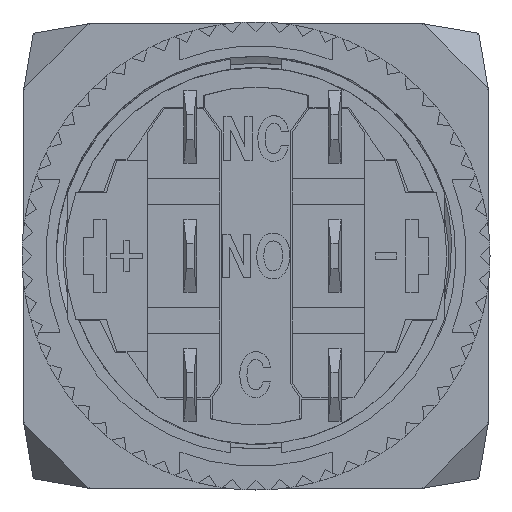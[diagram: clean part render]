
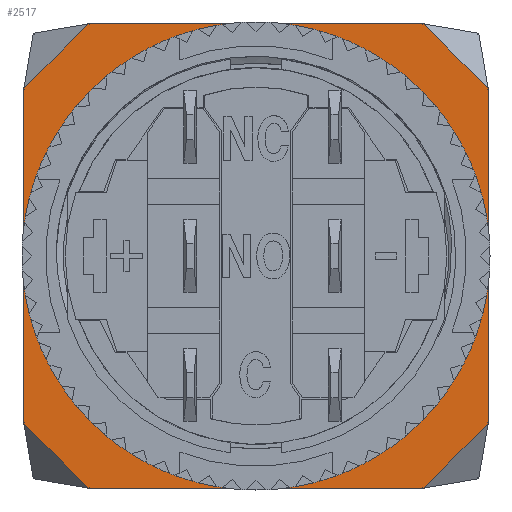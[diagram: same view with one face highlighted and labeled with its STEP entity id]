
A CAD part, front view. The second image highlights one B-rep face of the part: STEP entity #2517.
In plain terms, the highlighted planar face has unit normal (0, -1, 0).
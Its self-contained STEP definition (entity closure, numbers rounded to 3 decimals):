
#2517 = ADVANCED_FACE( '', ( #5394, #5395 ), #5396, .T. );
#5394 = FACE_BOUND( '', #9864, .T. );
#5395 = FACE_OUTER_BOUND( '', #9865, .T. );
#5396 = PLANE( '', #9866 );
#9864 = EDGE_LOOP( '', ( #18765 ) );
#9865 = EDGE_LOOP( '', ( #18766, #18767, #18768, #18769, #18770, #18771, #18772, #18773 ) );
#9866 = AXIS2_PLACEMENT_3D( '', #18774, #18775, #18776 );
#18765 = ORIENTED_EDGE( '', *, *, #24008, .T. );
#18766 = ORIENTED_EDGE( '', *, *, #23738, .F. );
#18767 = ORIENTED_EDGE( '', *, *, #25036, .F. );
#18768 = ORIENTED_EDGE( '', *, *, #25446, .F. );
#18769 = ORIENTED_EDGE( '', *, *, #22592, .F. );
#18770 = ORIENTED_EDGE( '', *, *, #25134, .F. );
#18771 = ORIENTED_EDGE( '', *, *, #25447, .F. );
#18772 = ORIENTED_EDGE( '', *, *, #25025, .F. );
#18773 = ORIENTED_EDGE( '', *, *, #24019, .F. );
#18774 = CARTESIAN_POINT( '', ( 0., 20.3, 0. ) );
#18775 = DIRECTION( '', ( 0., -1., 0. ) );
#18776 = DIRECTION( '', ( -1., 0., 0. ) );
#22592 = EDGE_CURVE( '', #27145, #27137, #27147, .T. );
#23738 = EDGE_CURVE( '', #26760, #29075, #29076, .T. );
#24008 = EDGE_CURVE( '', #29491, #29491, #29492, .F. );
#24019 = EDGE_CURVE( '', #29075, #29500, #29510, .T. );
#25025 = EDGE_CURVE( '', #29500, #27077, #30919, .T. );
#25036 = EDGE_CURVE( '', #30609, #26760, #30933, .T. );
#25134 = EDGE_CURVE( '', #31052, #27145, #31053, .T. );
#25446 = EDGE_CURVE( '', #27137, #30609, #31435, .T. );
#25447 = EDGE_CURVE( '', #27077, #31052, #31436, .T. );
#26760 = VERTEX_POINT( '', #33272 );
#27077 = VERTEX_POINT( '', #33756 );
#27137 = VERTEX_POINT( '', #33851 );
#27145 = VERTEX_POINT( '', #33863 );
#27147 = LINE( '', #33866, #33867 );
#29075 = VERTEX_POINT( '', #37617 );
#29076 = LINE( '', #37618, #37619 );
#29491 = VERTEX_POINT( '', #38318 );
#29492 = CIRCLE( '', #38319, 8.89 );
#29500 = VERTEX_POINT( '', #38344 );
#29510 = LINE( '', #38359, #38360 );
#30609 = VERTEX_POINT( '', #40170 );
#30919 = LINE( '', #41126, #41127 );
#30933 = LINE( '', #41148, #41149 );
#31052 = VERTEX_POINT( '', #41324 );
#31053 = LINE( '', #41325, #41326 );
#31435 = LINE( '', #41915, #41916 );
#31436 = LINE( '', #41917, #41918 );
#33272 = CARTESIAN_POINT( '', ( 9., 20.3, -6.5 ) );
#33756 = CARTESIAN_POINT( '', ( -9., 20.3, -6.5 ) );
#33851 = CARTESIAN_POINT( '', ( 6.5, 20.3, 9. ) );
#33863 = CARTESIAN_POINT( '', ( -6.5, 20.3, 9. ) );
#33866 = CARTESIAN_POINT( '', ( -6.5, 20.3, 9. ) );
#33867 = VECTOR( '', #43526, 1000. );
#37617 = CARTESIAN_POINT( '', ( 6.5, 20.3, -9. ) );
#37618 = CARTESIAN_POINT( '', ( 9., 20.3, -6.5 ) );
#37619 = VECTOR( '', #44770, 1000. );
#38318 = CARTESIAN_POINT( '', ( 0., 20.3, -8.89 ) );
#38319 = AXIS2_PLACEMENT_3D( '', #45013, #45014, #45015 );
#38344 = CARTESIAN_POINT( '', ( -6.5, 20.3, -9. ) );
#38359 = CARTESIAN_POINT( '', ( 6.5, 20.3, -9. ) );
#38360 = VECTOR( '', #45023, 1000. );
#40170 = CARTESIAN_POINT( '', ( 9., 20.3, 6.5 ) );
#41126 = CARTESIAN_POINT( '', ( -6.5, 20.3, -9. ) );
#41127 = VECTOR( '', #45953, 1000. );
#41148 = CARTESIAN_POINT( '', ( 9., 20.3, 6.5 ) );
#41149 = VECTOR( '', #45964, 1000. );
#41324 = CARTESIAN_POINT( '', ( -9., 20.3, 6.5 ) );
#41325 = CARTESIAN_POINT( '', ( -9., 20.3, 6.5 ) );
#41326 = VECTOR( '', #46062, 1000. );
#41915 = CARTESIAN_POINT( '', ( 6.5, 20.3, 9. ) );
#41916 = VECTOR( '', #46327, 1000. );
#41917 = CARTESIAN_POINT( '', ( -9., 20.3, -6.5 ) );
#41918 = VECTOR( '', #46328, 1000. );
#43526 = DIRECTION( '', ( 1., 0., 0. ) );
#44770 = DIRECTION( '', ( -0.707, 0., -0.707 ) );
#45013 = CARTESIAN_POINT( '', ( 0., 20.3, 0. ) );
#45014 = DIRECTION( '', ( 0., -1., 0. ) );
#45015 = DIRECTION( '', ( 0., 0., -1. ) );
#45023 = DIRECTION( '', ( -1., 0., 0. ) );
#45953 = DIRECTION( '', ( -0.707, 0., 0.707 ) );
#45964 = DIRECTION( '', ( 0., 0., -1. ) );
#46062 = DIRECTION( '', ( 0.707, 0., 0.707 ) );
#46327 = DIRECTION( '', ( 0.707, 0., -0.707 ) );
#46328 = DIRECTION( '', ( 0., 0., 1. ) );
